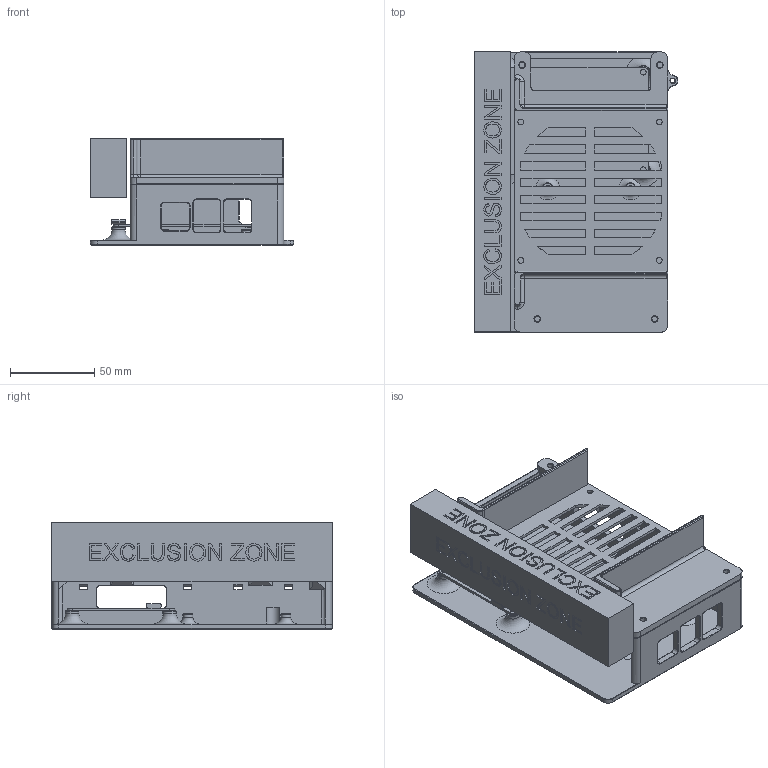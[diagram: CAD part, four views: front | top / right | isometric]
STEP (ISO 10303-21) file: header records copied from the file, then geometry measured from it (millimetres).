
FILE_DESCRIPTION(/* description */ ('','CAx-IF Rec.Pracs.---Representation and Presentation of Product Manufacturing Information (PMI)---4.0---2014-10-13'),/* implementation_level */ '2;1');
FILE_NAME(/* name */ '(UNTESTED)Fly D5 & Pi 3B etc.step',/* time_stamp */ '2024-12-05T15:32:50Z',/* author */ (''),/* organization */ (''),/* preprocessor_version */ 'ST-DEVELOPER v20',/* originating_system */ 'Autodesk Translation Framework v13.20.0.188',/* authorisation */ '');
FILE_SCHEMA (('AP242_MANAGED_MODEL_BASED_3D_ENGINEERING_MIM_LF { 1 0 10303 442 1 1 4 }'));
Length unit declared in the file: millimetre
Products named in the file (1): Fly D5 & Pi 3B etc
Bounding box: 120.39 x 166 x 63 mm (x, y, z)
Volume: 275462.8 mm3; surface area: 131687.8 mm2
Topology: 4 solids, 4 shells, 1046 faces, 2673 edges, 1683 vertices
Faces by surface type: plane 564, bspline 221, cylinder 122, cone 117, torus 20, sphere 2
Full cylindrical faces by diameter (mm): 2.4 x4, 2.7 x3, 3.3 x4, 3.4 x6, 3.5 x2, 4.6 x10, 6 x4, 8 x4
Entity records: 33618 total; most frequent: CARTESIAN_POINT 9418, ORIENTED_EDGE 5346, DIRECTION 4279, EDGE_CURVE 2673, LINE 1803, VECTOR 1803, VERTEX_POINT 1683, AXIS2_PLACEMENT_3D 1238
